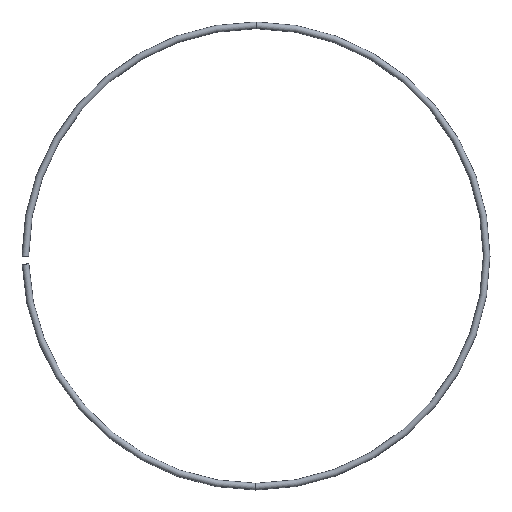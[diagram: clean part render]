
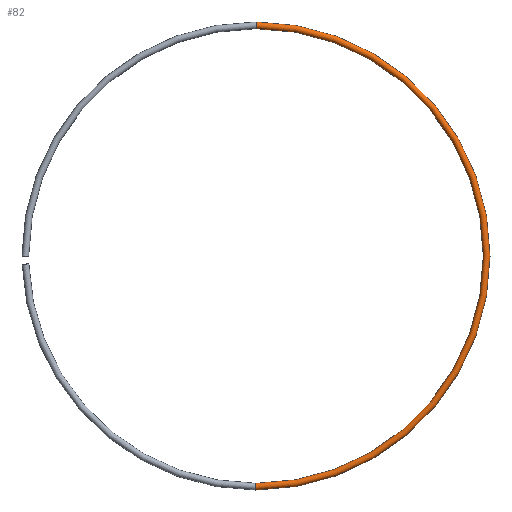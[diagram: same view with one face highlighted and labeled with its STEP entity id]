
A CAD part, left-side view. The second image highlights one B-rep face of the part: STEP entity #82.
In plain terms, the highlighted toroidal (fillet/blend) face has major radius 275.4 mm and minor radius 4 mm.
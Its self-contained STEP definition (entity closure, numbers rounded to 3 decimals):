
#4 = CARTESIAN_POINT ( 'NONE',  ( 0., 0., -279.4 ) ) ;
#20 = VERTEX_POINT ( 'NONE', #225 ) ;
#25 = DIRECTION ( 'NONE',  ( 0., 0., 1. ) ) ;
#32 = VERTEX_POINT ( 'NONE', #217 ) ;
#37 = CIRCLE ( 'NONE', #115, 279.4 ) ;
#44 = DIRECTION ( 'NONE',  ( 0., 0., 1. ) ) ;
#46 = EDGE_CURVE ( 'NONE', #20, #32, #67, .T. ) ;
#48 = ORIENTED_EDGE ( 'NONE', *, *, #175, .T. ) ;
#60 = TOROIDAL_SURFACE ( 'NONE', #134, 275.4, 4. ) ;
#63 = CARTESIAN_POINT ( 'NONE',  ( 0., 0., 0. ) ) ;
#66 = DIRECTION ( 'NONE',  ( 0., 0., 1. ) ) ;
#67 = CIRCLE ( 'NONE', #168, 4. ) ;
#70 = CARTESIAN_POINT ( 'NONE',  ( 0., 0., 0. ) ) ;
#82 = ADVANCED_FACE ( 'NONE', ( #273 ), #60, .T. ) ;
#84 = DIRECTION ( 'NONE',  ( 0., 0., -1. ) ) ;
#85 = DIRECTION ( 'NONE',  ( 0., -1., 0. ) ) ;
#86 = CARTESIAN_POINT ( 'NONE',  ( 0., 0., 275.4 ) ) ;
#95 = DIRECTION ( 'NONE',  ( -1., 0., 0. ) ) ;
#102 = VERTEX_POINT ( 'NONE', #4 ) ;
#103 = DIRECTION ( 'NONE',  ( -1., 0., 0. ) ) ;
#110 = EDGE_CURVE ( 'NONE', #102, #176, #231, .T. ) ;
#113 = EDGE_LOOP ( 'NONE', ( #178, #48, #230, #148 ) ) ;
#115 = AXIS2_PLACEMENT_3D ( 'NONE', #63, #103, #25 ) ;
#116 = CIRCLE ( 'NONE', #128, 271.4 ) ;
#123 = CARTESIAN_POINT ( 'NONE',  ( 0., 0., 0. ) ) ;
#128 = AXIS2_PLACEMENT_3D ( 'NONE', #123, #95, #258 ) ;
#129 = EDGE_CURVE ( 'NONE', #176, #32, #116, .T. ) ;
#131 = AXIS2_PLACEMENT_3D ( 'NONE', #202, #187, #44 ) ;
#134 = AXIS2_PLACEMENT_3D ( 'NONE', #70, #156, #66 ) ;
#148 = ORIENTED_EDGE ( 'NONE', *, *, #129, .F. ) ;
#156 = DIRECTION ( 'NONE',  ( -1., 0., 0. ) ) ;
#168 = AXIS2_PLACEMENT_3D ( 'NONE', #86, #85, #84 ) ;
#175 = EDGE_CURVE ( 'NONE', #102, #20, #37, .T. ) ;
#176 = VERTEX_POINT ( 'NONE', #279 ) ;
#178 = ORIENTED_EDGE ( 'NONE', *, *, #110, .F. ) ;
#187 = DIRECTION ( 'NONE',  ( 0., 1., 0. ) ) ;
#202 = CARTESIAN_POINT ( 'NONE',  ( 0., 0., -275.4 ) ) ;
#217 = CARTESIAN_POINT ( 'NONE',  ( 0., 0., 271.4 ) ) ;
#225 = CARTESIAN_POINT ( 'NONE',  ( 0., 0., 279.4 ) ) ;
#230 = ORIENTED_EDGE ( 'NONE', *, *, #46, .T. ) ;
#231 = CIRCLE ( 'NONE', #131, 4. ) ;
#258 = DIRECTION ( 'NONE',  ( 0., 0., 1. ) ) ;
#273 = FACE_OUTER_BOUND ( 'NONE', #113, .T. ) ;
#279 = CARTESIAN_POINT ( 'NONE',  ( 0., 0., -271.4 ) ) ;
